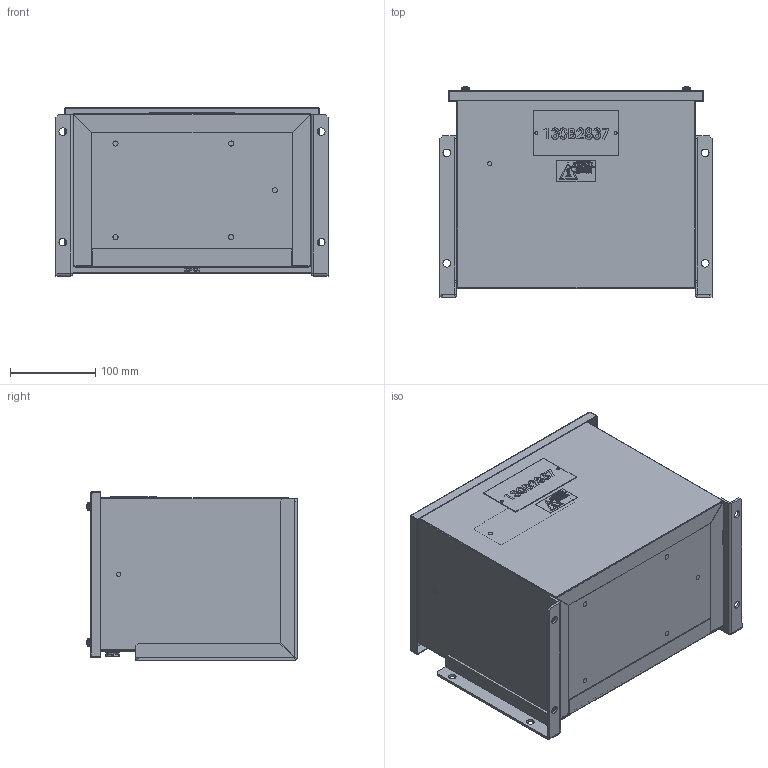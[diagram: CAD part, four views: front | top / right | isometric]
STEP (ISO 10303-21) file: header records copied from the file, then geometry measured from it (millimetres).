
FILE_DESCRIPTION (( 'STEP AP214' ), '1' );
FILE_NAME ('130B2837.STEP', '2016-07-07T12:16:36', ( 'EDV' ), ( 'Microsoft' ), 'SwSTEP 2.0', 'SolidWorks 2014', '' );
FILE_SCHEMA (( 'AUTOMOTIVE_DESIGN' ));
Length unit declared in the file: millimetre
Products named in the file (25): #040-2342; WickelUI90_41,5_1oD; UI90-41,5-oD; +1029-0014; #144-0148; Warnaufkleber_hot; 3UI90-39,5; #170-0051_130B2837; Bodenblech #020-2926_160530 Version a; +1106-0126; Rückwand #020-2926; pan head cross recess screw_din_ISO 7045 - M5 x 16 - Z --- 16N; Gehäuseschale #020-2926; plain washer grade a_din_Washer DIN 125 - A 5.3; 130B2837; RKstopper; WDU_16N_+2210-0079; Deckel #020-2926; #020-1796; Schirmblech #020-2926; Winkel #020-2926; TS35x100x70x17,5xD6,5_Ohne Bohrung; Klemmenhaltewinkel #020-2926; Baugruppe 3UI 90_41,5_f〉 B 1003006_2; #040-2343
Assembly tree (46 placements, depth 3):
  130B2837
    Gehäuseschale #020-2926
    Rückwand #020-2926
    Bodenblech #020-2926_160530 Version a
    Baugruppe 3UI 90_41,5_f〉 B 1003006_2
      3UI90-39,5
      #144-0148  x2
      UI90-41,5-oD  x3
      WickelUI90_41,5_1oD  x3
      #040-2342
      #040-2343
    Klemmenhaltewinkel #020-2926
    TS35x100x70x17,5xD6,5_Ohne Bohrung
    Winkel #020-2926  x2
    Schirmblech #020-2926
    #020-1796
    Deckel #020-2926
    WDU_16N_+2210-0079  x6
    RKstopper  x2
    plain washer grade a_din_Washer DIN 125 - A 5.3  x4
    pan head cross recess screw_din_ISO 7045 - M5 x 16 - Z --- 16N  x4
    +1106-0126  x4
    #170-0051_130B2837
    Warnaufkleber_hot  x2
    +1029-0014
Bounding box: 320 x 247.63 x 198 mm (x, y, z)
Volume: 2203999.8 mm3; surface area: 1414061.4 mm2
Topology: 56 solids, 56 shells, 6372 faces, 16944 edges, 10990 vertices
Faces by surface type: plane 3904, cylinder 1473, bspline 665, torus 296, cone 30, sphere 4
Full cylindrical faces by diameter (mm): 2.4 x24, 3.3 x4, 3.7 x8, 4 x31, 4.5 x1, 5 x14, 5.1 x4, 5.3 x4, 5.5 x8, 6 x13, 6.2 x10, 6.3 x12, 6.95 x2, 7.15 x2, 7.8 x2, 8 x3, 8.5 x8, 9 x8, 9.5 x4, 9.9 x4, 10 x4, 11.464 x1, 12 x1, 13 x1, 33.1 x4
Entity records: 104038 total; most frequent: CARTESIAN_POINT 24771, ORIENTED_EDGE 13418, DIRECTION 11720, EDGE_CURVE 6709, VECTOR 4780, LINE 4780, VERTEX_POINT 4383, AXIS2_PLACEMENT_3D 3470
